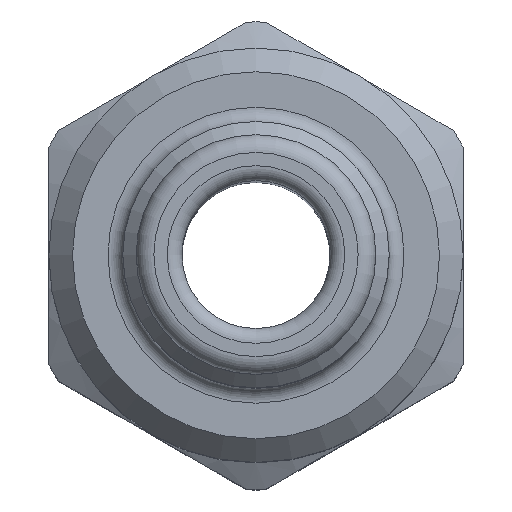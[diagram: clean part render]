
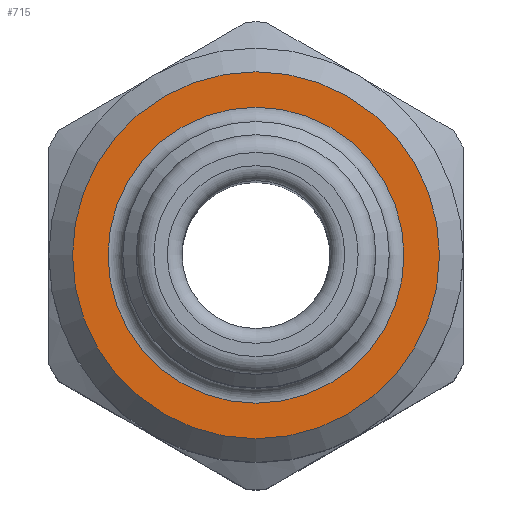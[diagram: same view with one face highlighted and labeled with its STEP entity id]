
A CAD part, top view. The second image highlights one B-rep face of the part: STEP entity #715.
In plain terms, the highlighted planar face has unit normal (0, 0, 1).
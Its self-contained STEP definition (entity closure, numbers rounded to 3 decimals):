
#27=PLANE('',#820);
#116=CIRCLE('',#819,5.);
#117=CIRCLE('',#821,6.2);
#230=ORIENTED_EDGE('',*,*,#387,.F.);
#231=ORIENTED_EDGE('',*,*,#386,.T.);
#386=EDGE_CURVE('',#452,#452,#116,.T.);
#387=EDGE_CURVE('',#453,#453,#117,.T.);
#452=VERTEX_POINT('',#1318);
#453=VERTEX_POINT('',#1321);
#536=EDGE_LOOP('',(#230));
#537=EDGE_LOOP('',(#231));
#622=FACE_BOUND('',#536,.T.);
#623=FACE_BOUND('',#537,.T.);
#715=ADVANCED_FACE('',(#622,#623),#27,.F.);
#819=AXIS2_PLACEMENT_3D('',#1317,#1008,#1009);
#820=AXIS2_PLACEMENT_3D('',#1319,#1010,#1011);
#821=AXIS2_PLACEMENT_3D('',#1320,#1012,#1013);
#1008=DIRECTION('',(0.,0.,-1.));
#1009=DIRECTION('',(-1.,0.,0.));
#1010=DIRECTION('',(0.,0.,-1.));
#1011=DIRECTION('',(-1.,0.,0.));
#1012=DIRECTION('',(0.,0.,-1.));
#1013=DIRECTION('',(-1.,0.,0.));
#1317=CARTESIAN_POINT('',(0.,0.,25.7));
#1318=CARTESIAN_POINT('',(-5.,0.,25.7));
#1319=CARTESIAN_POINT('',(0.,5.,25.7));
#1320=CARTESIAN_POINT('',(0.,0.,25.7));
#1321=CARTESIAN_POINT('',(-6.2,0.,25.7));
